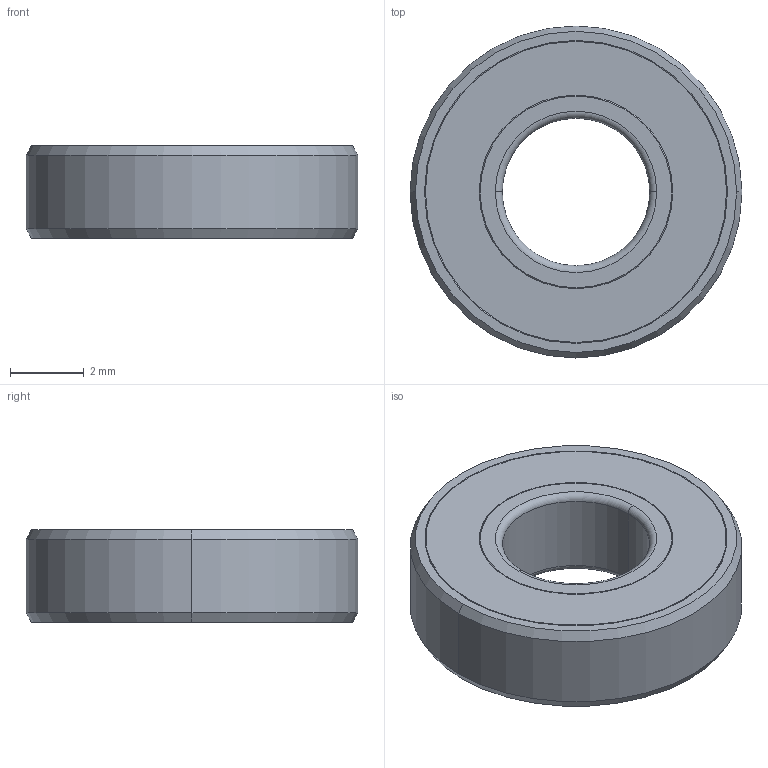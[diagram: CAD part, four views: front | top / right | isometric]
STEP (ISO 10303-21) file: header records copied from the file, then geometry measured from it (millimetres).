
FILE_DESCRIPTION (( 'STEP AP203' ), '1' );
FILE_NAME ('4668K113_Permanently Lubricated Stainless Steel Ball Bearing.STEP', '2023-07-11T14:29:40', ( 'Administrator' ), ( 'Managed by Terraform' ), 'SwSTEP 2.0', 'SolidWorks 2017', '' );
FILE_SCHEMA (( 'CONFIG_CONTROL_DESIGN' ));
Length unit declared in the file: millimetre
Products named in the file (1): 4668K113_Permanently Lubricated Stainless Steel Ball Bearing
Bounding box: 9 x 9 x 2.5 mm (x, y, z)
Volume: 73.9 mm3; surface area: 403.4 mm2
Topology: 10 solids, 10 shells, 58 faces, 137 edges, 85 vertices
Faces by surface type: cylinder 16, sphere 14, torus 14, cone 8, plane 6
Entity records: 1499 total; most frequent: DIRECTION 298, CARTESIAN_POINT 225, ORIENTED_EDGE 204, AXIS2_PLACEMENT_3D 137, EDGE_CURVE 102, CIRCLE 78, VERTEX_POINT 64, EDGE_LOOP 64
